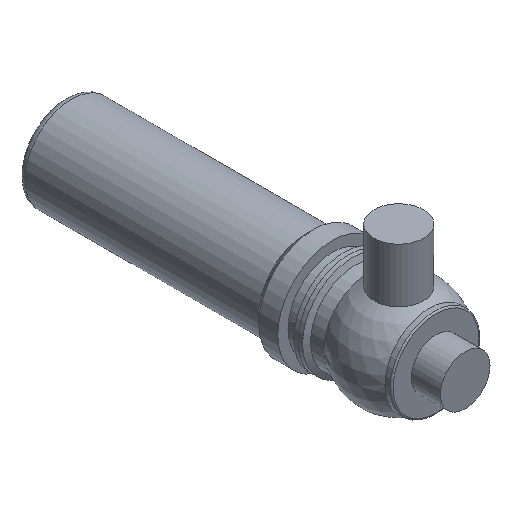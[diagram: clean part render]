
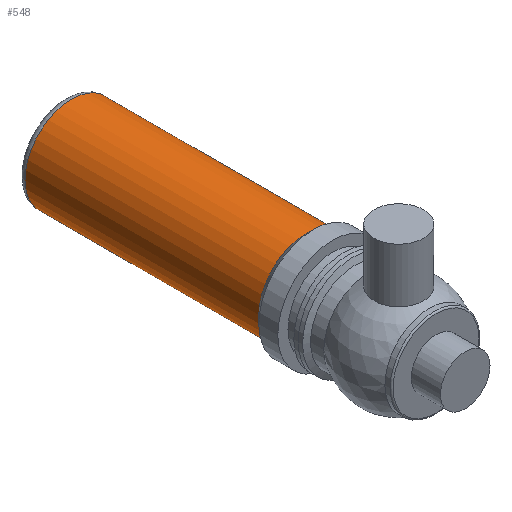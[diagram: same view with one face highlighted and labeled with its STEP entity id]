
A CAD part, isometric view. The second image highlights one B-rep face of the part: STEP entity #548.
In plain terms, the highlighted cylindrical face has radius 32 mm (diameter 64 mm), a full revolution.
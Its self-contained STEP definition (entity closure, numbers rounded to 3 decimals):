
#514=CARTESIAN_POINT('',(0.0,29.5,32.));
#515=VERTEX_POINT('',#514);
#516=CARTESIAN_POINT('',(0.0,29.5,0.0));
#517=DIRECTION('',(0.0,1.0,0.0));
#518=DIRECTION('',(0.0,0.0,1.0));
#519=AXIS2_PLACEMENT_3D('',#516,#517,#518);
#520=CIRCLE('',#519,32.);
#521=EDGE_CURVE('',#515,#515,#520,.T.);
#529=CARTESIAN_POINT('',(0.0,109.651,0.0));
#530=DIRECTION('',(0.0,1.0,0.0));
#531=DIRECTION('',(0.0,0.0,1.0));
#532=AXIS2_PLACEMENT_3D('',#529,#530,#531);
#533=CYLINDRICAL_SURFACE('',#532,32.);
#534=CARTESIAN_POINT('',(0.0,189.803,32.));
#535=VERTEX_POINT('',#534);
#536=CARTESIAN_POINT('',(0.0,189.803,0.0));
#537=DIRECTION('',(0.0,1.0,0.0));
#538=DIRECTION('',(0.0,0.0,1.0));
#539=AXIS2_PLACEMENT_3D('',#536,#537,#538);
#540=CIRCLE('',#539,32.);
#541=EDGE_CURVE('',#535,#535,#540,.T.);
#542=ORIENTED_EDGE('',*,*,#541,.F.);
#543=EDGE_LOOP('',(#542));
#544=FACE_OUTER_BOUND('',#543,.T.);
#545=ORIENTED_EDGE('',*,*,#521,.T.);
#546=EDGE_LOOP('',(#545));
#547=FACE_BOUND('',#546,.T.);
#548=ADVANCED_FACE('',(#544,#547),#533,.T.);
